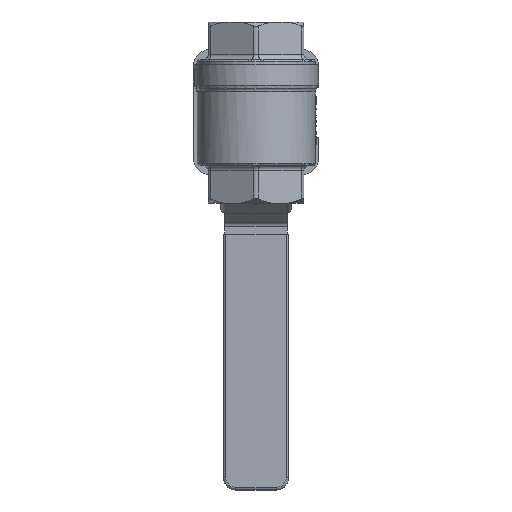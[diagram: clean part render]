
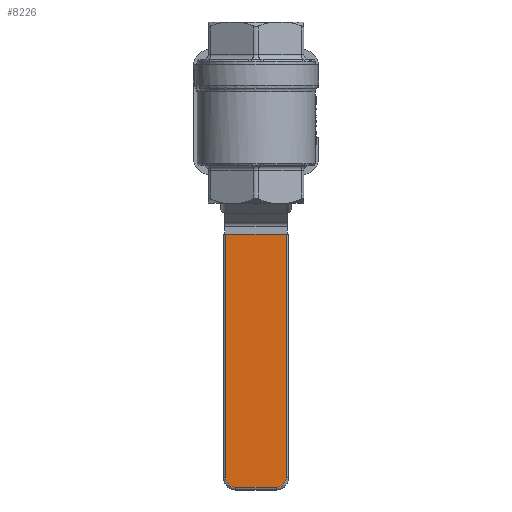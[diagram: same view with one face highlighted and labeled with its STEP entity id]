
A CAD part, front view. The second image highlights one B-rep face of the part: STEP entity #8226.
In plain terms, the highlighted planar face has unit normal (0, -1, 0).
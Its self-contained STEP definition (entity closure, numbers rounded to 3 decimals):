
#248=PLANE('',#9042);
#861=LINE('',#15804,#1426);
#864=LINE('',#15819,#1429);
#866=LINE('',#15831,#1431);
#867=LINE('',#15833,#1432);
#1426=VECTOR('',#10703,10.);
#1429=VECTOR('',#10720,10.);
#1431=VECTOR('',#10734,10.);
#1432=VECTOR('',#10737,10.);
#2040=FACE_OUTER_BOUND('',#2550,.T.);
#2550=EDGE_LOOP('',(#6857,#6858,#6859,#6860,#6861,#6862));
#3125=CIRCLE('',#9033,4.);
#3129=CIRCLE('',#9039,4.);
#3764=VERTEX_POINT('',#15801);
#3765=VERTEX_POINT('',#15803);
#3767=VERTEX_POINT('',#15809);
#3769=VERTEX_POINT('',#15815);
#3771=VERTEX_POINT('',#15821);
#3773=VERTEX_POINT('',#15827);
#4805=EDGE_CURVE('',#3764,#3765,#861,.T.);
#4810=EDGE_CURVE('',#3765,#3767,#3125,.T.);
#4813=EDGE_CURVE('',#3767,#3769,#864,.T.);
#4816=EDGE_CURVE('',#3769,#3771,#3129,.T.);
#4819=EDGE_CURVE('',#3771,#3773,#866,.T.);
#4820=EDGE_CURVE('',#3773,#3764,#867,.T.);
#6857=ORIENTED_EDGE('',*,*,#4819,.F.);
#6858=ORIENTED_EDGE('',*,*,#4816,.F.);
#6859=ORIENTED_EDGE('',*,*,#4813,.F.);
#6860=ORIENTED_EDGE('',*,*,#4810,.F.);
#6861=ORIENTED_EDGE('',*,*,#4805,.F.);
#6862=ORIENTED_EDGE('',*,*,#4820,.F.);
#8226=ADVANCED_FACE('',(#2040),#248,.T.);
#9033=AXIS2_PLACEMENT_3D('',#15813,#10713,#10714);
#9039=AXIS2_PLACEMENT_3D('',#15825,#10727,#10728);
#9042=AXIS2_PLACEMENT_3D('',#15832,#10735,#10736);
#10703=DIRECTION('',(0.,0.,-1.));
#10713=DIRECTION('center_axis',(0.,1.,0.));
#10714=DIRECTION('ref_axis',(0.707,0.,-0.707));
#10720=DIRECTION('',(-1.,0.,0.));
#10727=DIRECTION('center_axis',(0.,1.,0.));
#10728=DIRECTION('ref_axis',(-0.707,0.,-0.707));
#10734=DIRECTION('',(0.,0.,1.));
#10735=DIRECTION('center_axis',(0.,-1.,0.));
#10736=DIRECTION('ref_axis',(-1.,0.,0.));
#10737=DIRECTION('',(1.,0.,0.));
#15801=CARTESIAN_POINT('',(12.,29.126,-48.5));
#15803=CARTESIAN_POINT('',(12.,29.126,-145.25));
#15804=CARTESIAN_POINT('',(12.,29.126,-48.5));
#15809=CARTESIAN_POINT('',(8.,29.126,-149.25));
#15813=CARTESIAN_POINT('Origin',(8.,29.126,-145.25));
#15815=CARTESIAN_POINT('',(-8.,29.126,-149.25));
#15819=CARTESIAN_POINT('',(6.5,29.126,-149.25));
#15821=CARTESIAN_POINT('',(-12.,29.126,-145.25));
#15825=CARTESIAN_POINT('Origin',(-8.,29.126,-145.25));
#15827=CARTESIAN_POINT('',(-12.,29.126,-48.5));
#15831=CARTESIAN_POINT('',(-12.,29.126,-48.5));
#15832=CARTESIAN_POINT('Origin',(13.,29.126,-48.5));
#15833=CARTESIAN_POINT('',(-13.,29.126,-48.5));
